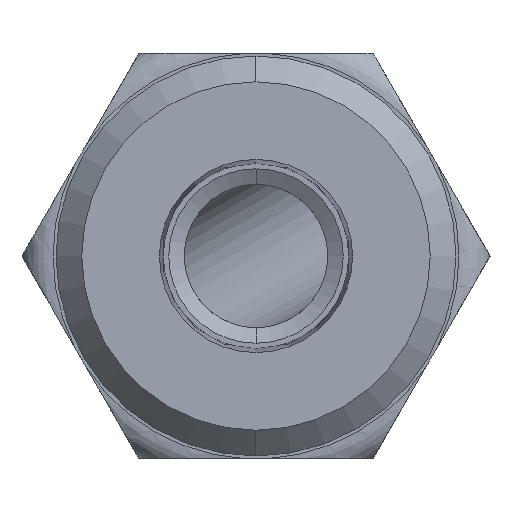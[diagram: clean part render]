
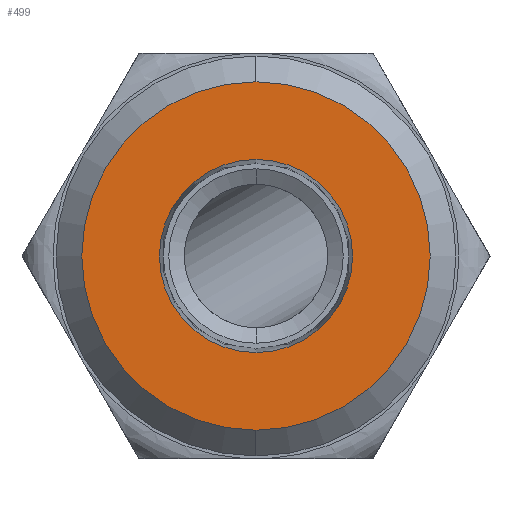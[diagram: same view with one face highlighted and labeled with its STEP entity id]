
A CAD part, front view. The second image highlights one B-rep face of the part: STEP entity #499.
In plain terms, the highlighted planar face has unit normal (0, -1, 0).
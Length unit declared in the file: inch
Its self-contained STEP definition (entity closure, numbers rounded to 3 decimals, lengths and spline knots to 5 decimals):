
#95 = VERTEX_POINT ( 'NONE', #1058 ) ;
#97 = EDGE_CURVE ( 'NONE', #95, #141, #1057, .T. ) ;
#141 = VERTEX_POINT ( 'NONE', #1100 ) ;
#166 = EDGE_CURVE ( 'NONE', #178, #179, #1220, .T. ) ;
#178 = VERTEX_POINT ( 'NONE', #1285 ) ;
#179 = VERTEX_POINT ( 'NONE', #1284 ) ;
#387 = ORIENTED_EDGE ( 'NONE', *, *, #97, .F. ) ;
#388 = EDGE_LOOP ( 'NONE', ( #389, #390 ) ) ;
#389 = ORIENTED_EDGE ( 'NONE', *, *, #496, .T. ) ;
#390 = ORIENTED_EDGE ( 'NONE', *, *, #166, .T. ) ;
#496 = EDGE_CURVE ( 'NONE', #179, #178, #2244, .T. ) ;
#499 = ADVANCED_FACE ( 'NONE', ( #2235, #2234 ), #2233, .T. ) ;
#500 = EDGE_LOOP ( 'NONE', ( #501, #387 ) ) ;
#501 = ORIENTED_EDGE ( 'NONE', *, *, #502, .F. ) ;
#502 = EDGE_CURVE ( 'NONE', #141, #95, #2294, .T. ) ;
#1053 = DIRECTION ( 'NONE',  ( 0., 0., -1. ) ) ;
#1054 = DIRECTION ( 'NONE',  ( 0., -1., 0. ) ) ;
#1055 = CARTESIAN_POINT ( 'NONE',  ( 0., -2.5813, 0. ) ) ;
#1056 = AXIS2_PLACEMENT_3D ( 'NONE', #1055, #1054, #1053 ) ;
#1057 = CIRCLE ( 'NONE', #1056, 0.38922 ) ;
#1058 = CARTESIAN_POINT ( 'NONE',  ( 0., -2.5813, 0.38922 ) ) ;
#1100 = CARTESIAN_POINT ( 'NONE',  ( 0., -2.5813, -0.38921 ) ) ;
#1212 = DIRECTION ( 'NONE',  ( 0., 0., -1. ) ) ;
#1213 = DIRECTION ( 'NONE',  ( 0., -1., 0. ) ) ;
#1214 = CARTESIAN_POINT ( 'NONE',  ( 0., -2.5813, 0. ) ) ;
#1215 = AXIS2_PLACEMENT_3D ( 'NONE', #1214, #1213, #1212 ) ;
#1220 = CIRCLE ( 'NONE', #1215, 0.70185 ) ;
#1284 = CARTESIAN_POINT ( 'NONE',  ( 0., -2.5813, -0.70185 ) ) ;
#1285 = CARTESIAN_POINT ( 'NONE',  ( 0., -2.5813, 0.70185 ) ) ;
#2233 = PLANE ( 'NONE',  #2300 ) ;
#2234 = FACE_OUTER_BOUND ( 'NONE', #388, .T. ) ;
#2235 = FACE_BOUND ( 'NONE', #500, .T. ) ;
#2236 = DIRECTION ( 'NONE',  ( 0., 0., -1. ) ) ;
#2237 = DIRECTION ( 'NONE',  ( 0., -1., 0. ) ) ;
#2238 = CARTESIAN_POINT ( 'NONE',  ( 0., -2.5813, 0. ) ) ;
#2239 = AXIS2_PLACEMENT_3D ( 'NONE', #2238, #2237, #2236 ) ;
#2244 = CIRCLE ( 'NONE', #2239, 0.70185 ) ;
#2291 = DIRECTION ( 'NONE',  ( 0., 0., -1. ) ) ;
#2292 = DIRECTION ( 'NONE',  ( 0., -1., 0. ) ) ;
#2293 = AXIS2_PLACEMENT_3D ( 'NONE', #2299, #2292, #2291 ) ;
#2294 = CIRCLE ( 'NONE', #2293, 0.38922 ) ;
#2296 = DIRECTION ( 'NONE',  ( 0., 0., -1. ) ) ;
#2297 = DIRECTION ( 'NONE',  ( 0., -1., 0. ) ) ;
#2298 = CARTESIAN_POINT ( 'NONE',  ( 0., -2.5813, 0. ) ) ;
#2299 = CARTESIAN_POINT ( 'NONE',  ( 0., -2.5813, 0. ) ) ;
#2300 = AXIS2_PLACEMENT_3D ( 'NONE', #2298, #2297, #2296 ) ;
